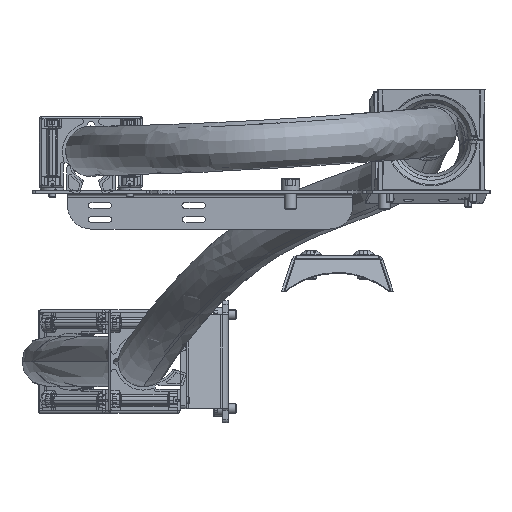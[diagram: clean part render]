
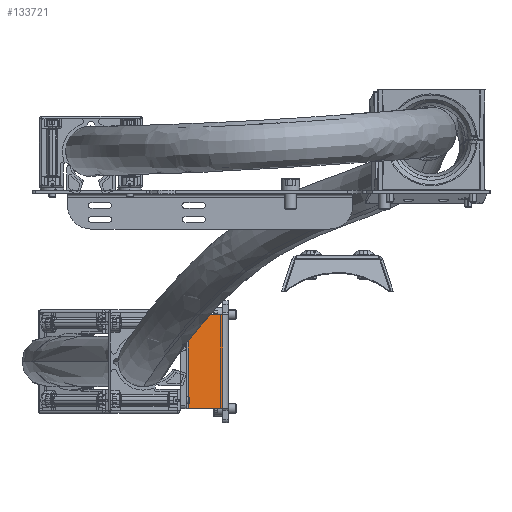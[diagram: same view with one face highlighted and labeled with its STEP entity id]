
A CAD part, left-side view. The second image highlights one B-rep face of the part: STEP entity #133721.
In plain terms, the highlighted planar face has unit normal (-0.866, -0.5, 0).
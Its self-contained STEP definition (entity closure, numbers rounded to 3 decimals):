
#10974 = ORIENTED_EDGE ( 'NONE', *, *, #113701, .T. ) ;
#16913 = LINE ( 'NONE', #154929, #140903 ) ;
#17610 = AXIS2_PLACEMENT_3D ( 'NONE', #57715, #156794, #82559 ) ;
#19902 = CARTESIAN_POINT ( 'NONE',  ( 1356.515, 97.5, 1930. ) ) ;
#20578 = FACE_OUTER_BOUND ( 'NONE', #160364, .T. ) ;
#37001 = LINE ( 'NONE', #57217, #69879 ) ;
#41979 = EDGE_CURVE ( 'NONE', #137817, #81000, #152848, .T. ) ;
#46225 = CARTESIAN_POINT ( 'NONE',  ( 1339.483, 127., 2010. ) ) ;
#57217 = CARTESIAN_POINT ( 'NONE',  ( 1356.515, 97.5, 1930. ) ) ;
#57715 = CARTESIAN_POINT ( 'NONE',  ( 1357.67, 95.5, 1930. ) ) ;
#57932 = VECTOR ( 'NONE', #81801, 1000. ) ;
#68282 = DIRECTION ( 'NONE',  ( 0., 0., 1. ) ) ;
#69879 = VECTOR ( 'NONE', #94512, 1000. ) ;
#78968 = EDGE_CURVE ( 'NONE', #137817, #83944, #37001, .T. ) ;
#80705 = ORIENTED_EDGE ( 'NONE', *, *, #82555, .F. ) ;
#80754 = CARTESIAN_POINT ( 'NONE',  ( 1356.515, 97.5, 2010. ) ) ;
#81000 = VERTEX_POINT ( 'NONE', #148732 ) ;
#81801 = DIRECTION ( 'NONE',  ( -0.5, 0.866, 0. ) ) ;
#82555 = EDGE_CURVE ( 'NONE', #81000, #88462, #16913, .T. ) ;
#82559 = DIRECTION ( 'NONE',  ( 0.5, -0.866, 0. ) ) ;
#83944 = VERTEX_POINT ( 'NONE', #80754 ) ;
#88462 = VERTEX_POINT ( 'NONE', #46225 ) ;
#94512 = DIRECTION ( 'NONE',  ( 0., 0., 1. ) ) ;
#113685 = ORIENTED_EDGE ( 'NONE', *, *, #41979, .F. ) ;
#113701 = EDGE_CURVE ( 'NONE', #83944, #88462, #130190, .T. ) ;
#119401 = PLANE ( 'NONE',  #17610 ) ;
#130190 = LINE ( 'NONE', #147193, #159359 ) ;
#131612 = CARTESIAN_POINT ( 'NONE',  ( 1357.67, 95.5, 1930. ) ) ;
#133721 = ADVANCED_FACE ( 'NONE', ( #20578 ), #119401, .F. ) ;
#134913 = ORIENTED_EDGE ( 'NONE', *, *, #78968, .T. ) ;
#137817 = VERTEX_POINT ( 'NONE', #19902 ) ;
#140903 = VECTOR ( 'NONE', #68282, 1000. ) ;
#147193 = CARTESIAN_POINT ( 'NONE',  ( 1357.67, 95.5, 2010. ) ) ;
#148732 = CARTESIAN_POINT ( 'NONE',  ( 1339.483, 127., 1930. ) ) ;
#152848 = LINE ( 'NONE', #131612, #57932 ) ;
#154929 = CARTESIAN_POINT ( 'NONE',  ( 1339.483, 127., 1930. ) ) ;
#156794 = DIRECTION ( 'NONE',  ( 0.866, 0.5, 0. ) ) ;
#159359 = VECTOR ( 'NONE', #159634, 1000. ) ;
#159634 = DIRECTION ( 'NONE',  ( -0.5, 0.866, 0. ) ) ;
#160364 = EDGE_LOOP ( 'NONE', ( #10974, #80705, #113685, #134913 ) ) ;
